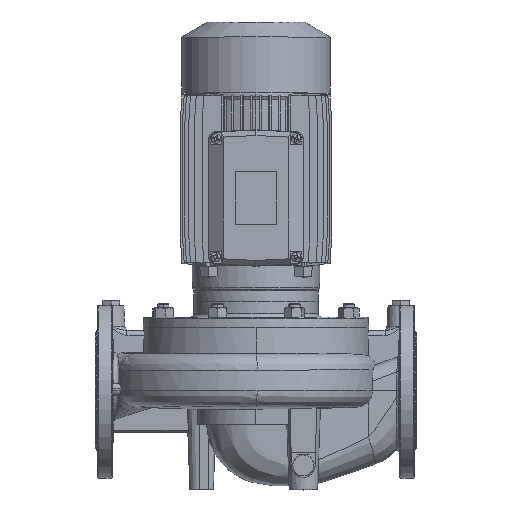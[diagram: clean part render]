
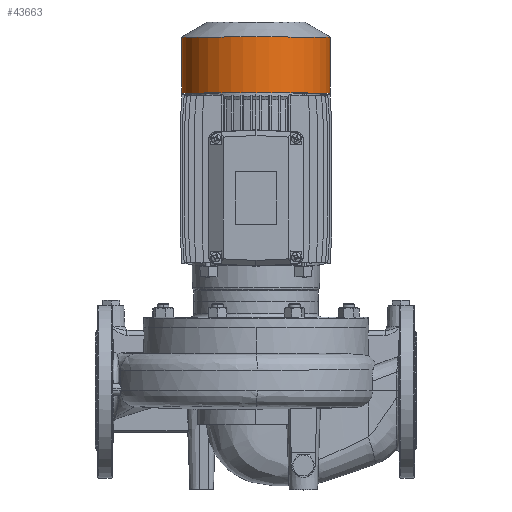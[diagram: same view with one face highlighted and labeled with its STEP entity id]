
A CAD part, top view. The second image highlights one B-rep face of the part: STEP entity #43663.
In plain terms, the highlighted cylindrical face has radius 78.5 mm (diameter 157 mm), a partial arc.
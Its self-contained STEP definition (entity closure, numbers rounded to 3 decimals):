
#1094 = CARTESIAN_POINT ( 'NONE',  ( -78.5, 307.123, 0. ) ) ;
#4549 = DIRECTION ( 'NONE',  ( -1., 0., 0. ) ) ;
#6221 = AXIS2_PLACEMENT_3D ( 'NONE', #45802, #62125, #4549 ) ;
#7671 = ORIENTED_EDGE ( 'NONE', *, *, #11812, .T. ) ;
#8608 = ORIENTED_EDGE ( 'NONE', *, *, #106418, .F. ) ;
#11812 = EDGE_CURVE ( 'NONE', #77303, #26488, #75504, .T. ) ;
#16983 = DIRECTION ( 'NONE',  ( -1., 0., 0. ) ) ;
#22575 = VERTEX_POINT ( 'NONE', #37120 ) ;
#22993 = VERTEX_POINT ( 'NONE', #70156 ) ;
#25082 = ORIENTED_EDGE ( 'NONE', *, *, #91411, .T. ) ;
#26488 = VERTEX_POINT ( 'NONE', #98426 ) ;
#30500 = VECTOR ( 'NONE', #35247, 1000. ) ;
#35247 = DIRECTION ( 'NONE',  ( 0., -1., 0. ) ) ;
#36569 = CYLINDRICAL_SURFACE ( 'NONE', #6221, 78.5 ) ;
#37120 = CARTESIAN_POINT ( 'NONE',  ( 78.5, 248., 0. ) ) ;
#43230 = CIRCLE ( 'NONE', #71015, 78.5 ) ;
#43663 = ADVANCED_FACE ( 'NONE', ( #69196 ), #36569, .T. ) ;
#45802 = CARTESIAN_POINT ( 'NONE',  ( 0., 307.123, 0. ) ) ;
#48108 = ORIENTED_EDGE ( 'NONE', *, *, #90836, .T. ) ;
#48337 = CARTESIAN_POINT ( 'NONE',  ( -78.5, 307.123, 0. ) ) ;
#62125 = DIRECTION ( 'NONE',  ( 0., -1., 0. ) ) ;
#69196 = FACE_OUTER_BOUND ( 'NONE', #74560, .T. ) ;
#70156 = CARTESIAN_POINT ( 'NONE',  ( 78.5, 307.123, 0. ) ) ;
#71015 = AXIS2_PLACEMENT_3D ( 'NONE', #76148, #92470, #16983 ) ;
#74560 = EDGE_LOOP ( 'NONE', ( #8608, #48108, #7671, #25082 ) ) ;
#75504 = LINE ( 'NONE', #1094, #30500 ) ;
#76148 = CARTESIAN_POINT ( 'NONE',  ( 0., 248., 0. ) ) ;
#77303 = VERTEX_POINT ( 'NONE', #48337 ) ;
#86592 = CARTESIAN_POINT ( 'NONE',  ( 0., 307.123, 0. ) ) ;
#88388 = AXIS2_PLACEMENT_3D ( 'NONE', #86592, #94203, #95281 ) ;
#90836 = EDGE_CURVE ( 'NONE', #22993, #77303, #97081, .T. ) ;
#91053 = CARTESIAN_POINT ( 'NONE',  ( 78.5, 307.123, 0. ) ) ;
#91411 = EDGE_CURVE ( 'NONE', #26488, #22575, #43230, .T. ) ;
#92113 = DIRECTION ( 'NONE',  ( 0., -1., 0. ) ) ;
#92470 = DIRECTION ( 'NONE',  ( 0., 1., 0. ) ) ;
#94203 = DIRECTION ( 'NONE',  ( 0., -1., 0. ) ) ;
#95281 = DIRECTION ( 'NONE',  ( -1., 0., 0. ) ) ;
#96136 = VECTOR ( 'NONE', #92113, 1000. ) ;
#97081 = CIRCLE ( 'NONE', #88388, 78.5 ) ;
#98426 = CARTESIAN_POINT ( 'NONE',  ( -78.5, 248., 0. ) ) ;
#98668 = LINE ( 'NONE', #91053, #96136 ) ;
#106418 = EDGE_CURVE ( 'NONE', #22993, #22575, #98668, .T. ) ;
